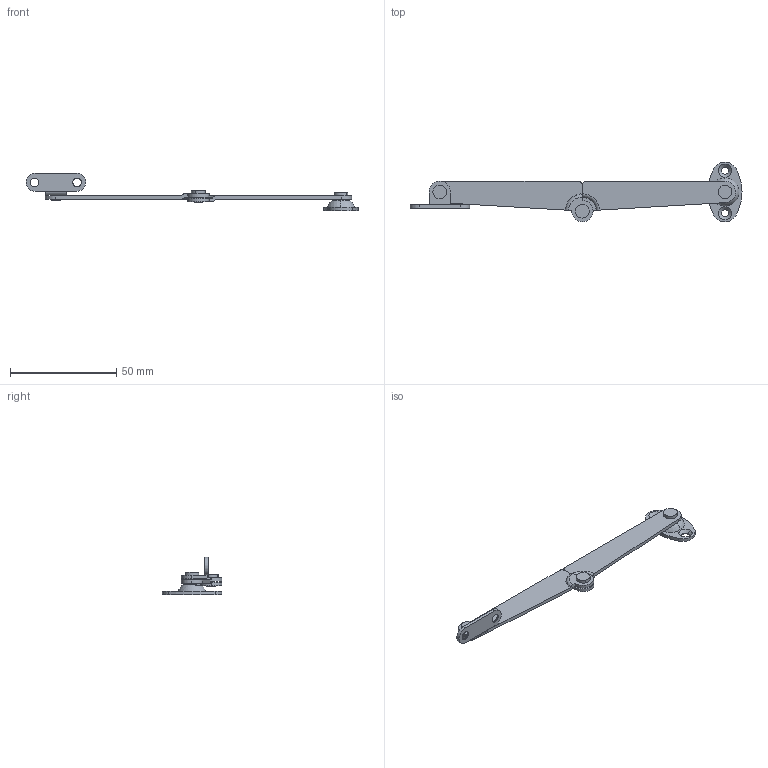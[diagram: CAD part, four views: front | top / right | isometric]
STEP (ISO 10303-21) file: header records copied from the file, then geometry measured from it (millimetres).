
FILE_DESCRIPTION (( 'STEP AP203' ), '1' );
FILE_NAME ('B-40-2-L.STEP', '2013-04-12T07:58:21', ( '11sw' ), ( 'タキゲン製造株式会社' ), 'SwSTEP 2.0', 'SolidWorks 2012', '' );
FILE_SCHEMA (( 'CONFIG_CONTROL_DESIGN' ));
Length unit declared in the file: millimetre
Products named in the file (6): B-40-2平リベット①_公_カシメ後; B-40-2ステー_公; B-40-2ストッパー_公; B-40-2平リベット②_公_カシメ後; B-40-2オーバル_公; B-40-2-L
Assembly tree (7 placements, depth 2):
  B-40-2-L
    B-40-2ステー_公  x2
    B-40-2平リベット①_公_カシメ後  x2
    B-40-2オーバル_公
    B-40-2平リベット②_公_カシメ後
    B-40-2ストッパー_公
Bounding box: 156 x 27.98 x 17.7 mm (x, y, z)
Volume: 4077.1 mm3; surface area: 6380.4 mm2
Topology: 7 solids, 7 shells, 120 faces, 282 edges, 184 vertices
Faces by surface type: cylinder 61, plane 39, cone 12, torus 4, sphere 4
Entity records: 3313 total; most frequent: DIRECTION 525, CARTESIAN_POINT 440, ORIENTED_EDGE 414, AXIS2_PLACEMENT_3D 219, EDGE_CURVE 207, VERTEX_POINT 134, CIRCLE 120, EDGE_LOOP 111
